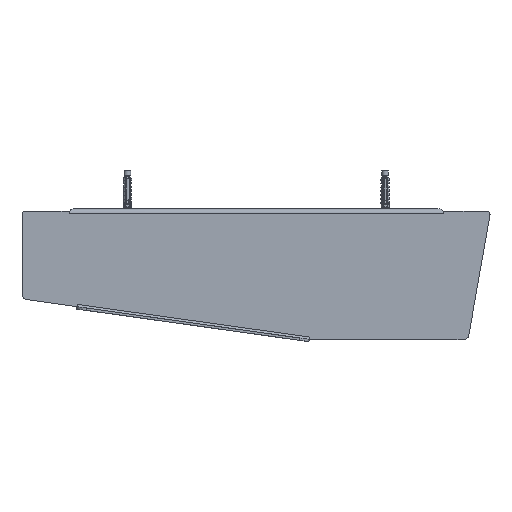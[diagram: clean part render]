
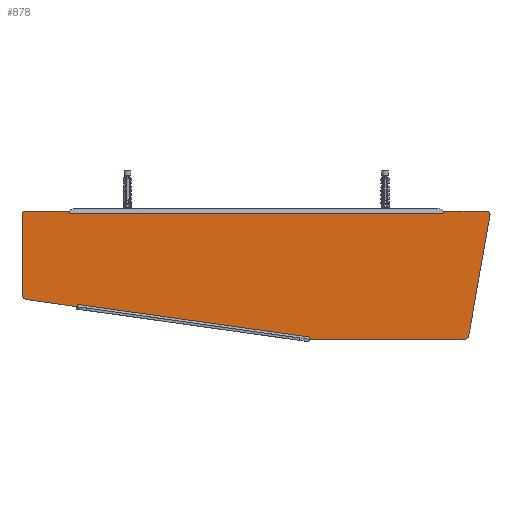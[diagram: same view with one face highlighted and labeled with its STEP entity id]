
A CAD part, top view. The second image highlights one B-rep face of the part: STEP entity #878.
In plain terms, the highlighted planar face has unit normal (0, 0, 1).
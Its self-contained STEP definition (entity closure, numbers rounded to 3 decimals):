
#82=DIRECTION('',(-1.,0.,0.));
#83=VECTOR('',#82,36.631);
#84=CARTESIAN_POINT('',(196.425,55.,2.));
#85=LINE('',#84,#83);
#114=DIRECTION('',(-1.,0.,0.));
#115=VECTOR('',#114,37.206);
#116=CARTESIAN_POINT('',(-159.794,55.,2.));
#117=LINE('',#116,#115);
#158=CARTESIAN_POINT('',(-195.,-15.654,2.));
#159=DIRECTION('',(0.,0.,1.));
#160=DIRECTION('',(-1.,0.,0.));
#161=AXIS2_PLACEMENT_3D('',#158,#159,#160);
#163=DIRECTION('',(0.,-1.,0.));
#164=VECTOR('',#163,67.654);
#165=CARTESIAN_POINT('',(-200.,52.,2.));
#166=LINE('',#165,#164);
#167=CARTESIAN_POINT('',(-197.,52.,2.));
#168=DIRECTION('',(0.,0.,1.));
#169=DIRECTION('',(0.,1.,0.));
#170=AXIS2_PLACEMENT_3D('',#167,#168,#169);
#172=DIRECTION('',(0.,1.,0.));
#173=VECTOR('',#172,2.);
#174=CARTESIAN_POINT('',(-159.794,53.,2.));
#175=LINE('',#174,#173);
#176=DIRECTION('',(1.,0.,0.));
#177=VECTOR('',#176,319.588);
#178=CARTESIAN_POINT('',(-159.794,53.,2.));
#179=LINE('',#178,#177);
#180=DIRECTION('',(0.,1.,0.));
#181=VECTOR('',#180,2.);
#182=CARTESIAN_POINT('',(159.794,53.,2.));
#183=LINE('',#182,#181);
#184=CARTESIAN_POINT('',(196.425,52.,2.));
#185=DIRECTION('',(0.,0.,1.));
#186=DIRECTION('',(0.985,-0.174,0.));
#187=AXIS2_PLACEMENT_3D('',#184,#185,#186);
#189=DIRECTION('',(0.174,0.985,0.));
#190=VECTOR('',#189,103.926);
#191=CARTESIAN_POINT('',(181.333,-50.868,2.));
#192=LINE('',#191,#190);
#193=CARTESIAN_POINT('',(176.409,-50.,2.));
#194=DIRECTION('',(0.,0.,1.));
#195=DIRECTION('',(0.,-1.,0.));
#196=AXIS2_PLACEMENT_3D('',#193,#194,#195);
#198=DIRECTION('',(1.,0.,0.));
#199=VECTOR('',#198,127.021);
#200=CARTESIAN_POINT('',(49.388,-55.,2.));
#201=LINE('',#200,#199);
#202=CARTESIAN_POINT('',(49.388,-50.,2.));
#203=DIRECTION('',(0.,0.,-1.));
#204=DIRECTION('',(0.,-1.,0.));
#205=AXIS2_PLACEMENT_3D('',#202,#203,#204);
#207=DIRECTION('',(0.99,-0.139,0.));
#208=VECTOR('',#207,3.636);
#209=CARTESIAN_POINT('',(45.091,-54.445,2.));
#210=LINE('',#209,#208);
#211=DIRECTION('',(-0.139,-0.99,0.));
#212=VECTOR('',#211,2.);
#213=CARTESIAN_POINT('',(45.37,-52.465,2.));
#214=LINE('',#213,#212);
#215=DIRECTION('',(-0.99,0.139,0.));
#216=VECTOR('',#215,200.);
#217=CARTESIAN_POINT('',(45.37,-52.465,2.));
#218=LINE('',#217,#216);
#219=DIRECTION('',(-0.139,-0.99,0.));
#220=VECTOR('',#219,2.);
#221=CARTESIAN_POINT('',(-152.684,-24.63,2.));
#222=LINE('',#221,#220);
#223=DIRECTION('',(0.99,-0.139,0.));
#224=VECTOR('',#223,43.154);
#225=CARTESIAN_POINT('',(-195.696,-20.605,2.));
#226=LINE('',#225,#224);
#515=CARTESIAN_POINT('',(-159.794,53.,2.));
#516=CARTESIAN_POINT('',(159.794,53.,2.));
#517=VERTEX_POINT('',#515);
#518=VERTEX_POINT('',#516);
#521=CARTESIAN_POINT('',(-159.794,55.,2.));
#522=VERTEX_POINT('',#521);
#523=CARTESIAN_POINT('',(159.794,55.,2.));
#524=VERTEX_POINT('',#523);
#525=CARTESIAN_POINT('',(45.37,-52.465,2.));
#526=CARTESIAN_POINT('',(-152.684,-24.63,2.));
#527=VERTEX_POINT('',#525);
#528=VERTEX_POINT('',#526);
#533=CARTESIAN_POINT('',(45.091,-54.445,2.));
#534=VERTEX_POINT('',#533);
#535=CARTESIAN_POINT('',(-152.962,-26.611,2.));
#536=VERTEX_POINT('',#535);
#557=CARTESIAN_POINT('',(-200.,-15.654,2.));
#558=VERTEX_POINT('',#557);
#559=CARTESIAN_POINT('',(-195.696,-20.605,2.));
#560=VERTEX_POINT('',#559);
#565=CARTESIAN_POINT('',(176.409,-55.,2.));
#566=VERTEX_POINT('',#565);
#567=CARTESIAN_POINT('',(181.333,-50.868,2.));
#568=VERTEX_POINT('',#567);
#573=CARTESIAN_POINT('',(199.379,51.479,2.));
#574=VERTEX_POINT('',#573);
#575=CARTESIAN_POINT('',(196.425,55.,2.));
#576=VERTEX_POINT('',#575);
#581=CARTESIAN_POINT('',(-197.,55.,2.));
#582=VERTEX_POINT('',#581);
#583=CARTESIAN_POINT('',(-200.,52.,2.));
#584=VERTEX_POINT('',#583);
#585=CARTESIAN_POINT('',(49.388,-55.,2.));
#587=VERTEX_POINT('',#585);
#591=CARTESIAN_POINT('',(48.692,-54.951,2.));
#592=VERTEX_POINT('',#591);
#847=CARTESIAN_POINT('',(0.,0.,2.));
#848=DIRECTION('',(0.,0.,1.));
#849=DIRECTION('',(1.,0.,0.));
#850=AXIS2_PLACEMENT_3D('',#847,#848,#849);
#851=PLANE('',#850);
#852=ORIENTED_EDGE('',*,*,#677,.F.);
#853=ORIENTED_EDGE('',*,*,#693,.F.);
#854=ORIENTED_EDGE('',*,*,#706,.F.);
#855=ORIENTED_EDGE('',*,*,#740,.F.);
#857=ORIENTED_EDGE('',*,*,#856,.F.);
#859=ORIENTED_EDGE('',*,*,#858,.T.);
#861=ORIENTED_EDGE('',*,*,#860,.T.);
#862=ORIENTED_EDGE('',*,*,#719,.F.);
#863=ORIENTED_EDGE('',*,*,#753,.F.);
#864=ORIENTED_EDGE('',*,*,#766,.F.);
#865=ORIENTED_EDGE('',*,*,#781,.F.);
#866=ORIENTED_EDGE('',*,*,#796,.F.);
#867=ORIENTED_EDGE('',*,*,#810,.T.);
#868=ORIENTED_EDGE('',*,*,#842,.F.);
#870=ORIENTED_EDGE('',*,*,#869,.F.);
#872=ORIENTED_EDGE('',*,*,#871,.T.);
#874=ORIENTED_EDGE('',*,*,#873,.T.);
#875=ORIENTED_EDGE('',*,*,#821,.F.);
#876=EDGE_LOOP('',(#852,#853,#854,#855,#857,#859,#861,#862,#863,#864,#865,#866,
#867,#868,#870,#872,#874,#875));
#877=FACE_OUTER_BOUND('',#876,.F.);
#878=ADVANCED_FACE('',(#877),#851,.T.);
#162=CIRCLE('',#161,5.);
#171=CIRCLE('',#170,3.);
#188=CIRCLE('',#187,3.);
#197=CIRCLE('',#196,5.);
#206=CIRCLE('',#205,5.);
#677=EDGE_CURVE('',#558,#560,#162,.T.);
#693=EDGE_CURVE('',#584,#558,#166,.T.);
#706=EDGE_CURVE('',#582,#584,#171,.T.);
#719=EDGE_CURVE('',#576,#524,#85,.T.);
#740=EDGE_CURVE('',#522,#582,#117,.T.);
#753=EDGE_CURVE('',#574,#576,#188,.T.);
#766=EDGE_CURVE('',#568,#574,#192,.T.);
#781=EDGE_CURVE('',#566,#568,#197,.T.);
#796=EDGE_CURVE('',#587,#566,#201,.T.);
#810=EDGE_CURVE('',#587,#592,#206,.T.);
#821=EDGE_CURVE('',#560,#536,#226,.T.);
#842=EDGE_CURVE('',#534,#592,#210,.T.);
#856=EDGE_CURVE('',#517,#522,#175,.T.);
#858=EDGE_CURVE('',#517,#518,#179,.T.);
#860=EDGE_CURVE('',#518,#524,#183,.T.);
#869=EDGE_CURVE('',#527,#534,#214,.T.);
#871=EDGE_CURVE('',#527,#528,#218,.T.);
#873=EDGE_CURVE('',#528,#536,#222,.T.);
